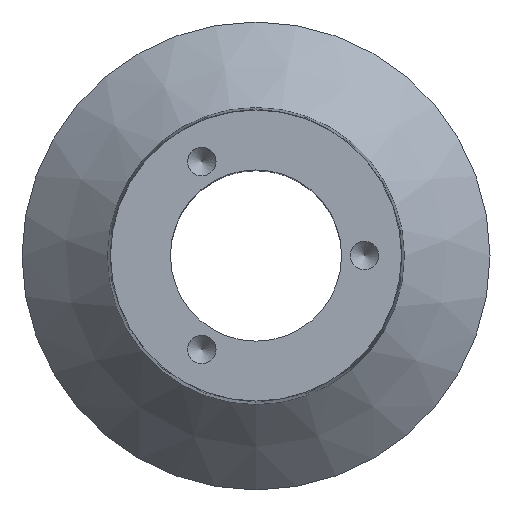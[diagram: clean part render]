
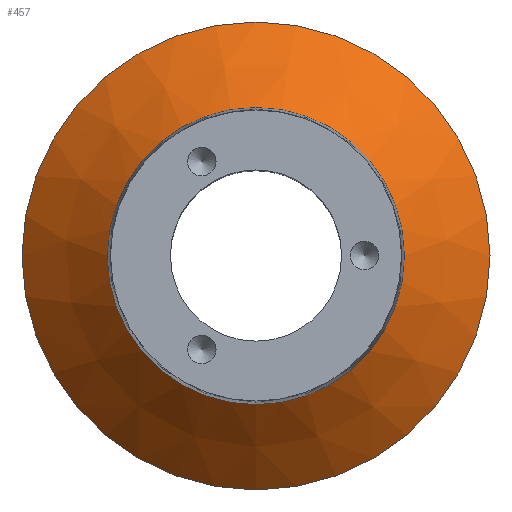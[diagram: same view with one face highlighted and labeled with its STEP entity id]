
A CAD part, top view. The second image highlights one B-rep face of the part: STEP entity #457.
In plain terms, the highlighted conical face has half-angle 45 degrees and reference radius 26 mm.
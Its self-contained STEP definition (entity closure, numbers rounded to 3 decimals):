
#43 = CONICAL_SURFACE('',#44,25.5,0.015);
#44 = AXIS2_PLACEMENT_3D('',#45,#46,#47);
#45 = CARTESIAN_POINT('',(0.,0.,77.5));
#46 = DIRECTION('',(0.,0.,-1.));
#47 = DIRECTION('',(0.,-1.,0.));
#184 = VERTEX_POINT('',#185);
#185 = CARTESIAN_POINT('',(0.,-26.,45.2));
#206 = EDGE_CURVE('',#184,#184,#207,.T.);
#207 = SURFACE_CURVE('',#208,(#213,#220),.PCURVE_S1.);
#208 = CIRCLE('',#209,26.);
#209 = AXIS2_PLACEMENT_3D('',#210,#211,#212);
#210 = CARTESIAN_POINT('',(0.,0.,45.2));
#211 = DIRECTION('',(0.,0.,1.));
#212 = DIRECTION('',(0.,-1.,0.));
#213 = PCURVE('',#43,#214);
#214 = DEFINITIONAL_REPRESENTATION('',(#215),#219);
#215 = LINE('',#216,#217);
#216 = CARTESIAN_POINT('',(-0.,32.3));
#217 = VECTOR('',#218,1.);
#218 = DIRECTION('',(-1.,0.));
#219 = ( GEOMETRIC_REPRESENTATION_CONTEXT(2) 
PARAMETRIC_REPRESENTATION_CONTEXT() REPRESENTATION_CONTEXT('2D SPACE',''
  ) );
#220 = PCURVE('',#221,#226);
#221 = CONICAL_SURFACE('',#222,26.,0.785);
#222 = AXIS2_PLACEMENT_3D('',#223,#224,#225);
#223 = CARTESIAN_POINT('',(0.,0.,45.2));
#224 = DIRECTION('',(0.,0.,-1.));
#225 = DIRECTION('',(0.,-1.,0.));
#226 = DEFINITIONAL_REPRESENTATION('',(#227),#231);
#227 = LINE('',#228,#229);
#228 = CARTESIAN_POINT('',(-0.,0.));
#229 = VECTOR('',#230,1.);
#230 = DIRECTION('',(-1.,0.));
#231 = ( GEOMETRIC_REPRESENTATION_CONTEXT(2) 
PARAMETRIC_REPRESENTATION_CONTEXT() REPRESENTATION_CONTEXT('2D SPACE',''
  ) );
#457 = ADVANCED_FACE('',(#458),#221,.T.);
#458 = FACE_BOUND('',#459,.F.);
#459 = EDGE_LOOP('',(#460,#461,#484,#515));
#460 = ORIENTED_EDGE('',*,*,#206,.T.);
#461 = ORIENTED_EDGE('',*,*,#462,.T.);
#462 = EDGE_CURVE('',#184,#463,#465,.T.);
#463 = VERTEX_POINT('',#464);
#464 = CARTESIAN_POINT('',(0.,-41.,30.2));
#465 = SEAM_CURVE('',#466,(#470,#477),.PCURVE_S1.);
#466 = LINE('',#467,#468);
#467 = CARTESIAN_POINT('',(0.,-26.,45.2));
#468 = VECTOR('',#469,1.);
#469 = DIRECTION('',(0.,-0.707,-0.707));
#470 = PCURVE('',#221,#471);
#471 = DEFINITIONAL_REPRESENTATION('',(#472),#476);
#472 = LINE('',#473,#474);
#473 = CARTESIAN_POINT('',(-0.,0.));
#474 = VECTOR('',#475,1.);
#475 = DIRECTION('',(-0.,1.));
#476 = ( GEOMETRIC_REPRESENTATION_CONTEXT(2) 
PARAMETRIC_REPRESENTATION_CONTEXT() REPRESENTATION_CONTEXT('2D SPACE',''
  ) );
#477 = PCURVE('',#221,#478);
#478 = DEFINITIONAL_REPRESENTATION('',(#479),#483);
#479 = LINE('',#480,#481);
#480 = CARTESIAN_POINT('',(-6.283,0.));
#481 = VECTOR('',#482,1.);
#482 = DIRECTION('',(-0.,1.));
#483 = ( GEOMETRIC_REPRESENTATION_CONTEXT(2) 
PARAMETRIC_REPRESENTATION_CONTEXT() REPRESENTATION_CONTEXT('2D SPACE',''
  ) );
#484 = ORIENTED_EDGE('',*,*,#485,.F.);
#485 = EDGE_CURVE('',#463,#463,#486,.T.);
#486 = SURFACE_CURVE('',#487,(#492,#499),.PCURVE_S1.);
#487 = CIRCLE('',#488,41.);
#488 = AXIS2_PLACEMENT_3D('',#489,#490,#491);
#489 = CARTESIAN_POINT('',(0.,0.,30.2));
#490 = DIRECTION('',(0.,0.,1.));
#491 = DIRECTION('',(0.,-1.,0.));
#492 = PCURVE('',#221,#493);
#493 = DEFINITIONAL_REPRESENTATION('',(#494),#498);
#494 = LINE('',#495,#496);
#495 = CARTESIAN_POINT('',(-0.,15.));
#496 = VECTOR('',#497,1.);
#497 = DIRECTION('',(-1.,0.));
#498 = ( GEOMETRIC_REPRESENTATION_CONTEXT(2) 
PARAMETRIC_REPRESENTATION_CONTEXT() REPRESENTATION_CONTEXT('2D SPACE',''
  ) );
#499 = PCURVE('',#500,#505);
#500 = PLANE('',#501);
#501 = AXIS2_PLACEMENT_3D('',#502,#503,#504);
#502 = CARTESIAN_POINT('',(0.,0.,30.2));
#503 = DIRECTION('',(0.,0.,-1.));
#504 = DIRECTION('',(0.,1.,0.));
#505 = DEFINITIONAL_REPRESENTATION('',(#506),#514);
#506 = ( BOUNDED_CURVE() B_SPLINE_CURVE(2,(#507,#508,#509,#510,#511,#512
,#513),.UNSPECIFIED.,.T.,.F.) B_SPLINE_CURVE_WITH_KNOTS((1,2,2,2,2,1),(
    -2.094,0.,2.094,4.189,6.283,
8.378),.UNSPECIFIED.) CURVE() GEOMETRIC_REPRESENTATION_ITEM() 
RATIONAL_B_SPLINE_CURVE((1.,0.5,1.,0.5,1.,0.5,1.)) REPRESENTATION_ITEM(
  '') );
#507 = CARTESIAN_POINT('',(-41.,0.));
#508 = CARTESIAN_POINT('',(-41.,71.014));
#509 = CARTESIAN_POINT('',(20.5,35.507));
#510 = CARTESIAN_POINT('',(82.,0.));
#511 = CARTESIAN_POINT('',(20.5,-35.507));
#512 = CARTESIAN_POINT('',(-41.,-71.014));
#513 = CARTESIAN_POINT('',(-41.,0.));
#514 = ( GEOMETRIC_REPRESENTATION_CONTEXT(2) 
PARAMETRIC_REPRESENTATION_CONTEXT() REPRESENTATION_CONTEXT('2D SPACE',''
  ) );
#515 = ORIENTED_EDGE('',*,*,#462,.F.);
